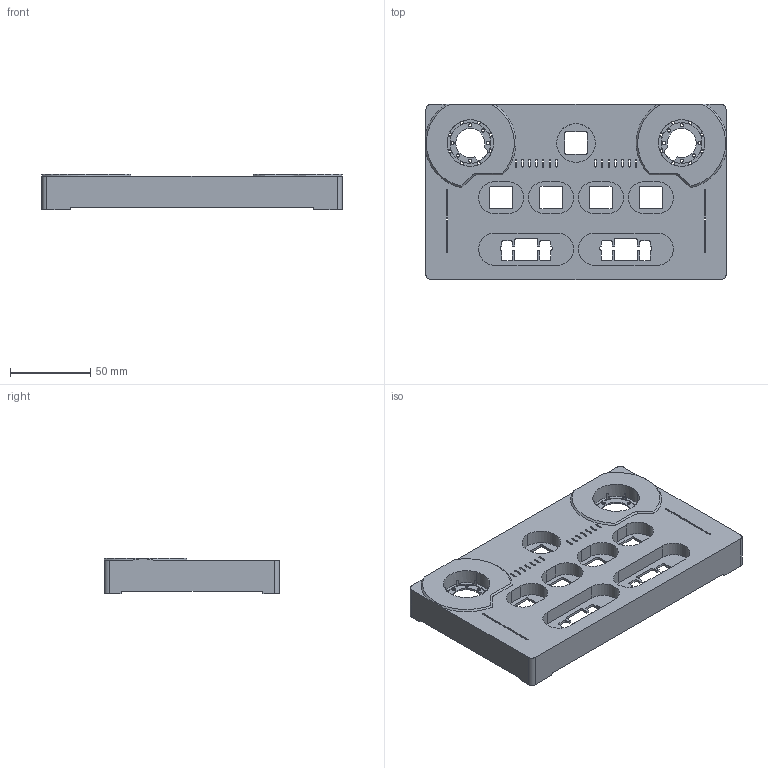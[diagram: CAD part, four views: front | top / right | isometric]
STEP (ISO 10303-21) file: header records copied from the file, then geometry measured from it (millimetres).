
FILE_DESCRIPTION(/* description */ (''),/* implementation_level */ '2;1');
FILE_NAME(/* name */ 'upper',/* time_stamp */ '2025-06-23T19:15:42+08:00',/* author */ (''),/* organization */ (''),/* preprocessor_version */ 'ST-DEVELOPER v16.5',/* originating_system */ '',/* authorisation */ '');
FILE_SCHEMA (('CONFIG_CONTROL_DESIGN'));
Length unit declared in the file: millimetre
Products named in the file (1): Document
Bounding box: 186.44 x 108.78 x 21.85 mm (x, y, z)
Volume: 75092 mm3; surface area: 87422.6 mm2
Topology: 1 solids, 1 shells, 1350 faces, 3814 edges, 2518 vertices
Faces by surface type: cylinder 782, plane 476, bspline 92
Entity records: 42172 total; most frequent: CARTESIAN_POINT 18336, ORIENTED_EDGE 7628, EDGE_CURVE 3814, VERTEX_POINT 2518, EDGE_LOOP 1534, B_SPLINE_CURVE_WITH_KNOTS 1506, ADVANCED_FACE 1350, FACE_OUTER_BOUND 1350
